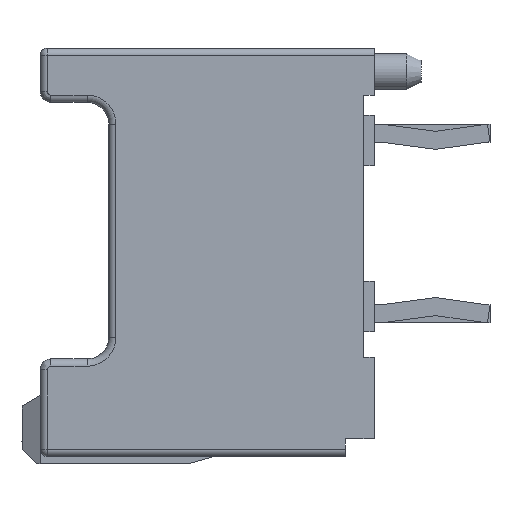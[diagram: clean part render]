
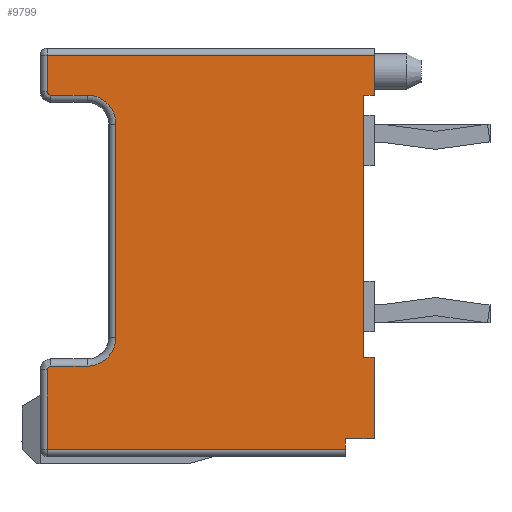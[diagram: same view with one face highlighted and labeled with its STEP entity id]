
A CAD part, left-side view. The second image highlights one B-rep face of the part: STEP entity #9799.
In plain terms, the highlighted planar face has unit normal (-1, 0, 0).
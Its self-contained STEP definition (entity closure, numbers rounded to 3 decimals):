
#172=FACE_OUTER_BOUND('',#738,.T.);
#738=EDGE_LOOP('',(#6452,#6453,#6454,#6455,#6456,#6457,#6458,#6459,#6460,
#6461,#6462,#6463,#6464,#6465,#6466,#6467,#6468,#6469));
#1368=CIRCLE('',#10386,0.1);
#1369=CIRCLE('',#10387,0.8);
#1370=CIRCLE('',#10388,0.8);
#1371=CIRCLE('',#10389,0.1);
#1482=LINE('',#13760,#2787);
#1483=LINE('',#13764,#2788);
#1484=LINE('',#13768,#2789);
#1485=LINE('',#13772,#2790);
#1486=LINE('',#13776,#2791);
#1487=LINE('',#13778,#2792);
#1488=LINE('',#13780,#2793);
#1489=LINE('',#13782,#2794);
#1490=LINE('',#13784,#2795);
#1491=LINE('',#13786,#2796);
#1492=LINE('',#13788,#2797);
#1493=LINE('',#13790,#2798);
#1494=LINE('',#13792,#2799);
#1495=LINE('',#13793,#2800);
#2787=VECTOR('',#11077,1.);
#2788=VECTOR('',#11080,1.);
#2789=VECTOR('',#11083,5.9);
#2790=VECTOR('',#11086,1.);
#2791=VECTOR('',#11089,2.2);
#2792=VECTOR('',#11090,8.25);
#2793=VECTOR('',#11091,0.3);
#2794=VECTOR('',#11092,0.8);
#2795=VECTOR('',#11093,2.25);
#2796=VECTOR('',#11094,0.3);
#2797=VECTOR('',#11095,7.25);
#2798=VECTOR('',#11096,0.3);
#2799=VECTOR('',#11097,1.1);
#2800=VECTOR('',#11098,9.05);
#4092=VERTEX_POINT('',#13758);
#4093=VERTEX_POINT('',#13759);
#4094=VERTEX_POINT('',#13761);
#4095=VERTEX_POINT('',#13763);
#4096=VERTEX_POINT('',#13765);
#4097=VERTEX_POINT('',#13767);
#4098=VERTEX_POINT('',#13769);
#4099=VERTEX_POINT('',#13771);
#4100=VERTEX_POINT('',#13773);
#4101=VERTEX_POINT('',#13775);
#4102=VERTEX_POINT('',#13777);
#4103=VERTEX_POINT('',#13779);
#4104=VERTEX_POINT('',#13781);
#4105=VERTEX_POINT('',#13783);
#4106=VERTEX_POINT('',#13785);
#4107=VERTEX_POINT('',#13787);
#4108=VERTEX_POINT('',#13789);
#4109=VERTEX_POINT('',#13791);
#5021=EDGE_CURVE('',#4092,#4093,#1482,.T.);
#5022=EDGE_CURVE('',#4093,#4094,#1368,.T.);
#5023=EDGE_CURVE('',#4094,#4095,#1483,.T.);
#5024=EDGE_CURVE('',#4095,#4096,#1369,.T.);
#5025=EDGE_CURVE('',#4096,#4097,#1484,.T.);
#5026=EDGE_CURVE('',#4097,#4098,#1370,.T.);
#5027=EDGE_CURVE('',#4098,#4099,#1485,.T.);
#5028=EDGE_CURVE('',#4099,#4100,#1371,.T.);
#5029=EDGE_CURVE('',#4100,#4101,#1486,.T.);
#5030=EDGE_CURVE('',#4101,#4102,#1487,.T.);
#5031=EDGE_CURVE('',#4103,#4102,#1488,.T.);
#5032=EDGE_CURVE('',#4104,#4103,#1489,.T.);
#5033=EDGE_CURVE('',#4105,#4104,#1490,.T.);
#5034=EDGE_CURVE('',#4105,#4106,#1491,.T.);
#5035=EDGE_CURVE('',#4106,#4107,#1492,.T.);
#5036=EDGE_CURVE('',#4108,#4107,#1493,.T.);
#5037=EDGE_CURVE('',#4109,#4108,#1494,.T.);
#5038=EDGE_CURVE('',#4109,#4092,#1495,.T.);
#6452=ORIENTED_EDGE('',*,*,#5021,.T.);
#6453=ORIENTED_EDGE('',*,*,#5022,.T.);
#6454=ORIENTED_EDGE('',*,*,#5023,.T.);
#6455=ORIENTED_EDGE('',*,*,#5024,.T.);
#6456=ORIENTED_EDGE('',*,*,#5025,.T.);
#6457=ORIENTED_EDGE('',*,*,#5026,.T.);
#6458=ORIENTED_EDGE('',*,*,#5027,.T.);
#6459=ORIENTED_EDGE('',*,*,#5028,.T.);
#6460=ORIENTED_EDGE('',*,*,#5029,.T.);
#6461=ORIENTED_EDGE('',*,*,#5030,.T.);
#6462=ORIENTED_EDGE('',*,*,#5031,.F.);
#6463=ORIENTED_EDGE('',*,*,#5032,.F.);
#6464=ORIENTED_EDGE('',*,*,#5033,.F.);
#6465=ORIENTED_EDGE('',*,*,#5034,.T.);
#6466=ORIENTED_EDGE('',*,*,#5035,.T.);
#6467=ORIENTED_EDGE('',*,*,#5036,.F.);
#6468=ORIENTED_EDGE('',*,*,#5037,.F.);
#6469=ORIENTED_EDGE('',*,*,#5038,.T.);
#9314=PLANE('',#10385);
#9799=ADVANCED_FACE('',(#172),#9314,.F.);
#10385=AXIS2_PLACEMENT_3D('',#13757,#11075,#11076);
#10386=AXIS2_PLACEMENT_3D('',#13762,#11078,#11079);
#10387=AXIS2_PLACEMENT_3D('',#13766,#11081,#11082);
#10388=AXIS2_PLACEMENT_3D('',#13770,#11084,#11085);
#10389=AXIS2_PLACEMENT_3D('',#13774,#11087,#11088);
#11075=DIRECTION('center_axis',(1.,0.,0.));
#11076=DIRECTION('ref_axis',(0.,0.,-1.));
#11077=DIRECTION('',(0.,0.,-1.));
#11078=DIRECTION('center_axis',(-1.,0.,0.));
#11079=DIRECTION('ref_axis',(0.,1.,0.));
#11080=DIRECTION('',(0.,-1.,0.));
#11081=DIRECTION('center_axis',(1.,0.,0.));
#11082=DIRECTION('ref_axis',(0.,0.,1.));
#11083=DIRECTION('',(0.,0.,-1.));
#11084=DIRECTION('center_axis',(1.,0.,0.));
#11085=DIRECTION('ref_axis',(0.,-1.,0.));
#11086=DIRECTION('',(0.,1.,0.));
#11087=DIRECTION('center_axis',(-1.,0.,0.));
#11088=DIRECTION('ref_axis',(0.,0.,1.));
#11089=DIRECTION('',(0.,0.,-1.));
#11090=DIRECTION('',(0.,-1.,0.));
#11091=DIRECTION('',(0.,0.,-1.));
#11092=DIRECTION('',(0.,1.,0.));
#11093=DIRECTION('',(0.,0.,-1.));
#11094=DIRECTION('',(0.,1.,0.));
#11095=DIRECTION('',(0.,0.,1.));
#11096=DIRECTION('',(0.,1.,0.));
#11097=DIRECTION('',(0.,0.,-1.));
#11098=DIRECTION('',(0.,1.,0.));
#13757=CARTESIAN_POINT('Origin',(-11.7,0.,0.));
#13758=CARTESIAN_POINT('',(-11.7,9.05,-0.2));
#13759=CARTESIAN_POINT('',(-11.7,9.05,-1.2));
#13760=CARTESIAN_POINT('',(-11.7,9.05,-0.2));
#13761=CARTESIAN_POINT('',(-11.7,8.95,-1.3));
#13762=CARTESIAN_POINT('Origin',(-11.7,8.95,-1.2));
#13763=CARTESIAN_POINT('',(-11.7,7.95,-1.3));
#13764=CARTESIAN_POINT('',(-11.7,8.95,-1.3));
#13765=CARTESIAN_POINT('',(-11.7,7.15,-2.1));
#13766=CARTESIAN_POINT('Origin',(-11.7,7.95,-2.1));
#13767=CARTESIAN_POINT('',(-11.7,7.15,-8.));
#13768=CARTESIAN_POINT('',(-11.7,7.15,-2.1));
#13769=CARTESIAN_POINT('',(-11.7,7.95,-8.8));
#13770=CARTESIAN_POINT('Origin',(-11.7,7.95,-8.));
#13771=CARTESIAN_POINT('',(-11.7,8.95,-8.8));
#13772=CARTESIAN_POINT('',(-11.7,7.95,-8.8));
#13773=CARTESIAN_POINT('',(-11.7,9.05,-8.9));
#13774=CARTESIAN_POINT('Origin',(-11.7,8.95,-8.9));
#13775=CARTESIAN_POINT('',(-11.7,9.05,-11.1));
#13776=CARTESIAN_POINT('',(-11.7,9.05,-8.9));
#13777=CARTESIAN_POINT('',(-11.7,0.8,-11.1));
#13778=CARTESIAN_POINT('',(-11.7,9.05,-11.1));
#13779=CARTESIAN_POINT('',(-11.7,0.8,-10.8));
#13780=CARTESIAN_POINT('',(-11.7,0.8,-10.8));
#13781=CARTESIAN_POINT('',(-11.7,0.,-10.8));
#13782=CARTESIAN_POINT('',(-11.7,0.,-10.8));
#13783=CARTESIAN_POINT('',(-11.7,0.,-8.55));
#13784=CARTESIAN_POINT('',(-11.7,0.,-8.55));
#13785=CARTESIAN_POINT('',(-11.7,0.3,-8.55));
#13786=CARTESIAN_POINT('',(-11.7,0.,-8.55));
#13787=CARTESIAN_POINT('',(-11.7,0.3,-1.3));
#13788=CARTESIAN_POINT('',(-11.7,0.3,-8.55));
#13789=CARTESIAN_POINT('',(-11.7,0.,-1.3));
#13790=CARTESIAN_POINT('',(-11.7,0.,-1.3));
#13791=CARTESIAN_POINT('',(-11.7,0.,-0.2));
#13792=CARTESIAN_POINT('',(-11.7,0.,-0.2));
#13793=CARTESIAN_POINT('',(-11.7,0.,-0.2));
